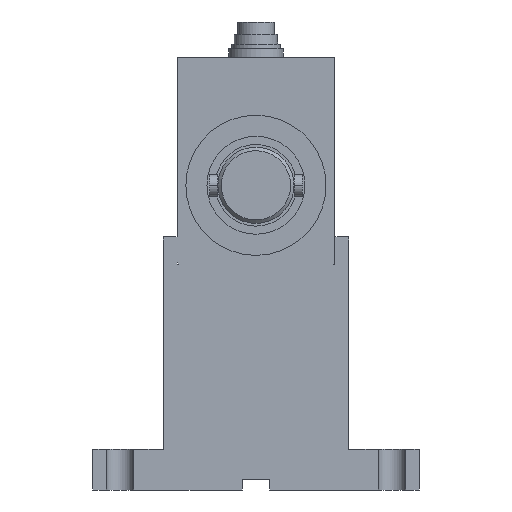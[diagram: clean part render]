
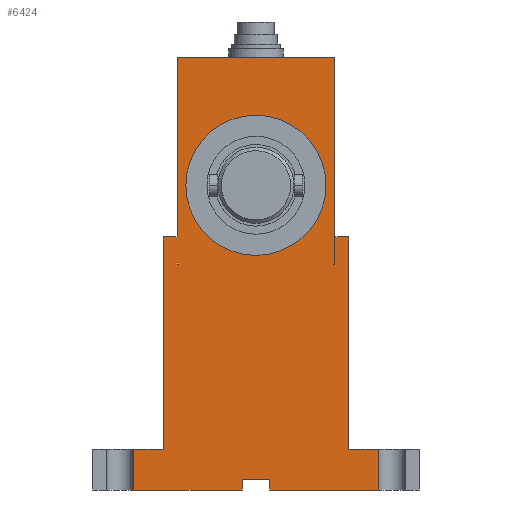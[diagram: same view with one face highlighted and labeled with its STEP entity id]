
A CAD part, left-side view. The second image highlights one B-rep face of the part: STEP entity #6424.
In plain terms, the highlighted face is planar.
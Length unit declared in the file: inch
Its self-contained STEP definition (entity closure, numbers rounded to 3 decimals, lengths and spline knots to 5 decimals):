
#1331=CARTESIAN_POINT('',(1.65469,0.39173,1.01551));
#1332=VERTEX_POINT('',#1331);
#1333=CARTESIAN_POINT('',(1.65469,0.39173,0.00173));
#1334=DIRECTION('',(-1.0,0.0,0.0));
#1335=DIRECTION('',(0.0,0.0,-1.0));
#1336=AXIS2_PLACEMENT_3D('',#1333,#1334,#1335);
#1337=CIRCLE('',#1336,1.01378);
#1338=EDGE_CURVE('',#1332,#1332,#1337,.T.);
#3346=CARTESIAN_POINT('',(1.65469,1.51346,-1.14));
#3347=VERTEX_POINT('',#3346);
#3356=CARTESIAN_POINT('',(1.65469,1.53496,-1.14));
#3357=VERTEX_POINT('',#3356);
#3358=CARTESIAN_POINT('',(1.65469,1.51346,-1.14));
#3359=DIRECTION('',(0.,1.,0.0));
#3360=VECTOR('',#3359,0.0215);
#3361=LINE('',#3358,#3360);
#3362=EDGE_CURVE('',#3347,#3357,#3361,.T.);
#3386=CARTESIAN_POINT('',(1.65469,-0.74949,-1.12051));
#3387=VERTEX_POINT('',#3386);
#3396=CARTESIAN_POINT('',(1.65469,-0.74949,-1.14));
#3397=VERTEX_POINT('',#3396);
#3398=CARTESIAN_POINT('',(1.65469,-0.74949,-1.12051));
#3399=DIRECTION('',(0.0,0.0,-1.0));
#3400=VECTOR('',#3399,0.01949);
#3401=LINE('',#3398,#3400);
#3402=EDGE_CURVE('',#3387,#3397,#3401,.T.);
#3437=CARTESIAN_POINT('',(1.65469,0.20689,-4.25024));
#3438=VERTEX_POINT('',#3437);
#3445=CARTESIAN_POINT('',(1.65469,0.19689,-4.26024));
#3446=VERTEX_POINT('',#3445);
#3447=CARTESIAN_POINT('',(1.65469,0.20689,-4.26024));
#3448=DIRECTION('',(1.0,0.0,0.0));
#3449=DIRECTION('',(0.0,-0.707,0.707));
#3450=AXIS2_PLACEMENT_3D('',#3447,#3448,#3449);
#3451=CIRCLE('',#3450,0.01);
#3452=EDGE_CURVE('',#3438,#3446,#3451,.T.);
#3477=CARTESIAN_POINT('',(1.65469,0.57858,-4.25024));
#3478=VERTEX_POINT('',#3477);
#3485=CARTESIAN_POINT('',(1.65469,0.57858,-4.25024));
#3486=DIRECTION('',(0.0,-1.0,0.0));
#3487=VECTOR('',#3486,0.37169);
#3488=LINE('',#3485,#3487);
#3489=EDGE_CURVE('',#3478,#3438,#3488,.T.);
#3508=CARTESIAN_POINT('',(1.65469,0.58858,-4.26024));
#3509=VERTEX_POINT('',#3508);
#3516=CARTESIAN_POINT('',(1.65469,0.57858,-4.26024));
#3517=DIRECTION('',(1.0,0.0,0.0));
#3518=DIRECTION('',(0.0,0.707,0.707));
#3519=AXIS2_PLACEMENT_3D('',#3516,#3517,#3518);
#3520=CIRCLE('',#3519,0.01);
#3521=EDGE_CURVE('',#3509,#3478,#3520,.T.);
#3541=CARTESIAN_POINT('',(1.65469,0.58858,-4.40772));
#3542=VERTEX_POINT('',#3541);
#3549=CARTESIAN_POINT('',(1.65469,0.58858,-4.40772));
#3550=DIRECTION('',(0.0,0.0,1.0));
#3551=VECTOR('',#3550,0.14748);
#3552=LINE('',#3549,#3551);
#3553=EDGE_CURVE('',#3542,#3509,#3552,.T.);
#3747=CARTESIAN_POINT('',(1.65469,2.16339,-4.40772));
#3748=VERTEX_POINT('',#3747);
#3755=CARTESIAN_POINT('',(1.65469,2.16339,-4.40772));
#3756=DIRECTION('',(0.0,-1.0,0.0));
#3757=VECTOR('',#3756,1.5748);
#3758=LINE('',#3755,#3757);
#3759=EDGE_CURVE('',#3748,#3542,#3758,.T.);
#3824=CARTESIAN_POINT('',(1.65469,-1.37992,-3.81717));
#3825=VERTEX_POINT('',#3824);
#3840=CARTESIAN_POINT('',(1.65469,-1.37992,-4.40772));
#3841=VERTEX_POINT('',#3840);
#3848=CARTESIAN_POINT('',(1.65469,-1.37992,-3.81717));
#3849=DIRECTION('',(0.0,0.0,-1.0));
#3850=VECTOR('',#3849,0.59055);
#3851=LINE('',#3848,#3850);
#3852=EDGE_CURVE('',#3825,#3841,#3851,.T.);
#3954=CARTESIAN_POINT('',(1.65469,2.16339,-3.81717));
#3955=VERTEX_POINT('',#3954);
#3962=CARTESIAN_POINT('',(1.65469,2.16339,-4.40772));
#3963=DIRECTION('',(0.0,0.0,1.0));
#3964=VECTOR('',#3963,0.59055);
#3965=LINE('',#3962,#3964);
#3966=EDGE_CURVE('',#3748,#3955,#3965,.T.);
#3999=CARTESIAN_POINT('',(1.65469,1.73181,-3.81717));
#4000=VERTEX_POINT('',#3999);
#4007=CARTESIAN_POINT('',(1.65469,1.73181,-3.81717));
#4008=DIRECTION('',(0.0,1.0,0.0));
#4009=VECTOR('',#4008,0.43157);
#4010=LINE('',#4007,#4009);
#4011=EDGE_CURVE('',#4000,#3955,#4010,.T.);
#4225=CARTESIAN_POINT('',(1.65469,1.73181,-0.7463));
#4226=VERTEX_POINT('',#4225);
#4233=CARTESIAN_POINT('',(1.65469,1.73181,-0.7463));
#4234=DIRECTION('',(0.0,0.0,-1.0));
#4235=VECTOR('',#4234,3.07087);
#4236=LINE('',#4233,#4235);
#4237=EDGE_CURVE('',#4226,#4000,#4236,.T.);
#4256=CARTESIAN_POINT('',(1.65469,1.53496,-0.7463));
#4257=VERTEX_POINT('',#4256);
#4264=CARTESIAN_POINT('',(1.65469,1.53496,-0.7463));
#4265=DIRECTION('',(0.0,1.0,0.0));
#4266=VECTOR('',#4265,0.19685);
#4267=LINE('',#4264,#4266);
#4268=EDGE_CURVE('',#4257,#4226,#4267,.T.);
#4286=CARTESIAN_POINT('',(1.65469,1.53496,-1.14));
#4287=DIRECTION('',(0.0,0.0,1.0));
#4288=VECTOR('',#4287,0.3937);
#4289=LINE('',#4286,#4288);
#4290=EDGE_CURVE('',#3357,#4257,#4289,.T.);
#4303=CARTESIAN_POINT('',(1.65469,-0.73,-1.14));
#4304=VERTEX_POINT('',#4303);
#4318=CARTESIAN_POINT('',(1.65469,-0.74949,-1.14));
#4319=DIRECTION('',(0.,1.,0.0));
#4320=VECTOR('',#4319,0.01949);
#4321=LINE('',#4318,#4320);
#4322=EDGE_CURVE('',#3397,#4304,#4321,.T.);
#4334=CARTESIAN_POINT('',(1.65469,-0.75,-0.7463));
#4335=VERTEX_POINT('',#4334);
#4350=CARTESIAN_POINT('',(1.65469,-0.94634,-0.7463));
#4351=VERTEX_POINT('',#4350);
#4358=CARTESIAN_POINT('',(1.65469,-0.94634,-0.7463));
#4359=DIRECTION('',(0.0,1.0,0.0));
#4360=VECTOR('',#4359,0.19634);
#4361=LINE('',#4358,#4360);
#4362=EDGE_CURVE('',#4351,#4335,#4361,.T.);
#4380=CARTESIAN_POINT('',(1.65469,-0.94634,-3.81717));
#4381=VERTEX_POINT('',#4380);
#4388=CARTESIAN_POINT('',(1.65469,-0.94634,-3.81717));
#4389=DIRECTION('',(0.0,0.0,1.0));
#4390=VECTOR('',#4389,3.07087);
#4391=LINE('',#4388,#4390);
#4392=EDGE_CURVE('',#4381,#4351,#4391,.T.);
#4406=CARTESIAN_POINT('',(1.65469,-1.37992,-3.81717));
#4407=DIRECTION('',(0.0,1.0,0.0));
#4408=VECTOR('',#4407,0.43358);
#4409=LINE('',#4406,#4408);
#4410=EDGE_CURVE('',#3825,#4381,#4409,.T.);
#4489=CARTESIAN_POINT('',(1.65469,0.19689,-4.40772));
#4490=VERTEX_POINT('',#4489);
#4497=CARTESIAN_POINT('',(1.65469,0.19689,-4.40772));
#4498=DIRECTION('',(0.0,-1.0,0.0));
#4499=VECTOR('',#4498,1.57681);
#4500=LINE('',#4497,#4499);
#4501=EDGE_CURVE('',#4490,#3841,#4500,.T.);
#4520=CARTESIAN_POINT('',(1.65469,0.19689,-4.26024));
#4521=DIRECTION('',(0.0,0.0,-1.0));
#4522=VECTOR('',#4521,0.14748);
#4523=LINE('',#4520,#4522);
#4524=EDGE_CURVE('',#3446,#4490,#4523,.T.);
#4622=CARTESIAN_POINT('',(1.65469,-0.75,1.85213));
#4623=VERTEX_POINT('',#4622);
#4624=CARTESIAN_POINT('',(1.65469,-0.75,-0.7463));
#4625=DIRECTION('',(0.,0.0,1.));
#4626=VECTOR('',#4625,2.59843);
#4627=LINE('',#4624,#4626);
#4628=EDGE_CURVE('',#4335,#4623,#4627,.T.);
#6364=CARTESIAN_POINT('',(1.65469,0.,-0.23));
#6365=DIRECTION('',(1.0,0.0,0.0));
#6366=DIRECTION('',(0.0,0.0,-1.0));
#6367=AXIS2_PLACEMENT_3D('',#6364,#6365,#6366);
#6368=PLANE('',#6367);
#6369=CARTESIAN_POINT('',(1.65469,1.53346,-1.12));
#6370=VERTEX_POINT('',#6369);
#6371=CARTESIAN_POINT('',(1.65469,1.53346,-1.12));
#6372=DIRECTION('',(0.0,-0.707,-0.707));
#6373=VECTOR('',#6372,0.02828);
#6374=LINE('',#6371,#6373);
#6375=EDGE_CURVE('',#6370,#3347,#6374,.T.);
#6376=ORIENTED_EDGE('',*,*,#6375,.F.);
#6377=CARTESIAN_POINT('',(1.65469,1.53346,1.85213));
#6378=VERTEX_POINT('',#6377);
#6379=CARTESIAN_POINT('',(1.65469,1.53346,1.85213));
#6380=DIRECTION('',(0.0,0.0,-1.0));
#6381=VECTOR('',#6380,2.97213);
#6382=LINE('',#6379,#6381);
#6383=EDGE_CURVE('',#6378,#6370,#6382,.T.);
#6384=ORIENTED_EDGE('',*,*,#6383,.F.);
#6385=CARTESIAN_POINT('',(1.65469,-0.75,1.85213));
#6386=DIRECTION('',(0.0,1.0,0.0));
#6387=VECTOR('',#6386,2.28346);
#6388=LINE('',#6385,#6387);
#6389=EDGE_CURVE('',#4623,#6378,#6388,.T.);
#6390=ORIENTED_EDGE('',*,*,#6389,.F.);
#6391=ORIENTED_EDGE('',*,*,#4628,.F.);
#6392=ORIENTED_EDGE('',*,*,#4362,.F.);
#6393=ORIENTED_EDGE('',*,*,#4392,.F.);
#6394=ORIENTED_EDGE('',*,*,#4410,.F.);
#6395=ORIENTED_EDGE('',*,*,#3852,.T.);
#6396=ORIENTED_EDGE('',*,*,#4501,.F.);
#6397=ORIENTED_EDGE('',*,*,#4524,.F.);
#6398=ORIENTED_EDGE('',*,*,#3452,.F.);
#6399=ORIENTED_EDGE('',*,*,#3489,.F.);
#6400=ORIENTED_EDGE('',*,*,#3521,.F.);
#6401=ORIENTED_EDGE('',*,*,#3553,.F.);
#6402=ORIENTED_EDGE('',*,*,#3759,.F.);
#6403=ORIENTED_EDGE('',*,*,#3966,.T.);
#6404=ORIENTED_EDGE('',*,*,#4011,.F.);
#6405=ORIENTED_EDGE('',*,*,#4237,.F.);
#6406=ORIENTED_EDGE('',*,*,#4268,.F.);
#6407=ORIENTED_EDGE('',*,*,#4290,.F.);
#6408=ORIENTED_EDGE('',*,*,#3362,.F.);
#6409=EDGE_LOOP('',(#6376,#6384,#6390,#6391,#6392,#6393,#6394,#6395,#6396,#6397,#6398,#6399,#6400,#6401,#6402,#6403,#6404,#6405,#6406,#6407,#6408));
#6410=FACE_OUTER_BOUND('',#6409,.T.);
#6411=ORIENTED_EDGE('',*,*,#4322,.F.);
#6412=ORIENTED_EDGE('',*,*,#3402,.F.);
#6413=CARTESIAN_POINT('',(1.65469,-0.73,-1.14));
#6414=DIRECTION('',(0.,-0.707,0.707));
#6415=VECTOR('',#6414,0.02756);
#6416=LINE('',#6413,#6415);
#6417=EDGE_CURVE('',#4304,#3387,#6416,.T.);
#6418=ORIENTED_EDGE('',*,*,#6417,.F.);
#6419=EDGE_LOOP('',(#6411,#6412,#6418));
#6420=FACE_BOUND('',#6419,.T.);
#6421=ORIENTED_EDGE('',*,*,#1338,.T.);
#6422=EDGE_LOOP('',(#6421));
#6423=FACE_BOUND('',#6422,.T.);
#6424=ADVANCED_FACE('',(#6410,#6420,#6423),#6368,.T.);
